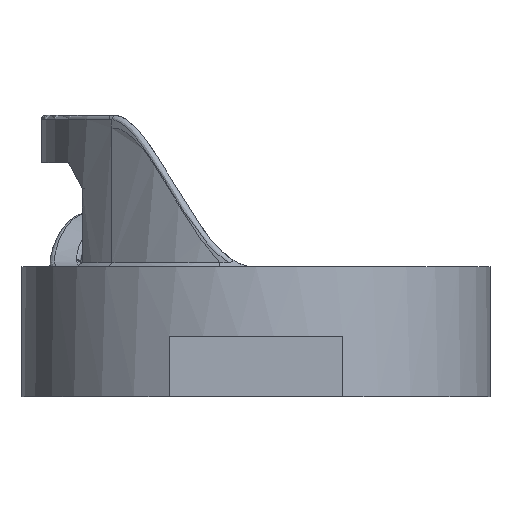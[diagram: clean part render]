
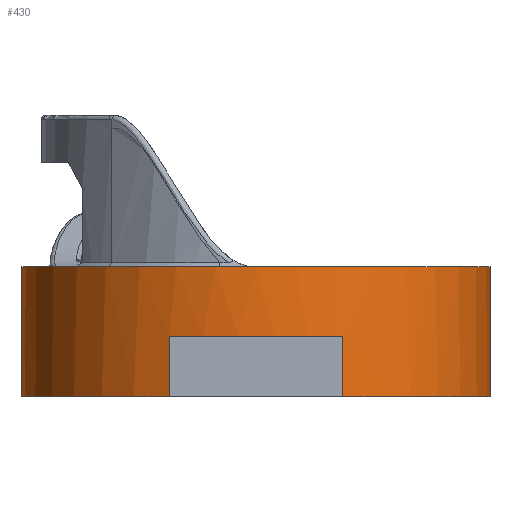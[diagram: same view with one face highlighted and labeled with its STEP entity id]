
A CAD part, front view. The second image highlights one B-rep face of the part: STEP entity #430.
In plain terms, the highlighted cylindrical face has radius 13.5 mm (diameter 27 mm), a partial arc.
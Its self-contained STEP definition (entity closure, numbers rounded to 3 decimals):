
#13 = AXIS2_PLACEMENT_3D ( 'NONE', #1083, #2655, #2292 ) ;
#90 = EDGE_CURVE ( 'NONE', #3328, #3499, #3185, .T. ) ;
#94 = CARTESIAN_POINT ( 'NONE',  ( -13.5, 0., -7.5 ) ) ;
#103 = CARTESIAN_POINT ( 'NONE',  ( 5., -12.54, -7.5 ) ) ;
#138 = CARTESIAN_POINT ( 'NONE',  ( -5., -12.54, -7.5 ) ) ;
#147 = DIRECTION ( 'NONE',  ( 0., 0., 1. ) ) ;
#166 = DIRECTION ( 'NONE',  ( 1., 0., 0. ) ) ;
#235 = CIRCLE ( 'NONE', #2959, 13.5 ) ;
#268 = VECTOR ( 'NONE', #1872, 1000. ) ;
#430 = ADVANCED_FACE ( 'NONE', ( #2314 ), #2337, .T. ) ;
#452 = ORIENTED_EDGE ( 'NONE', *, *, #2306, .F. ) ;
#521 = ORIENTED_EDGE ( 'NONE', *, *, #90, .F. ) ;
#547 = ORIENTED_EDGE ( 'NONE', *, *, #3015, .T. ) ;
#615 = EDGE_CURVE ( 'NONE', #3328, #1313, #3811, .T. ) ;
#946 = DIRECTION ( 'NONE',  ( 0., 0., 1. ) ) ;
#957 = CIRCLE ( 'NONE', #1270, 13.5 ) ;
#1078 = DIRECTION ( 'NONE',  ( 1., 0., 0. ) ) ;
#1083 = CARTESIAN_POINT ( 'NONE',  ( 0., 0., -7.5 ) ) ;
#1121 = VECTOR ( 'NONE', #3139, 1000. ) ;
#1270 = AXIS2_PLACEMENT_3D ( 'NONE', #3447, #2516, #1078 ) ;
#1313 = VERTEX_POINT ( 'NONE', #3664 ) ;
#1405 = ORIENTED_EDGE ( 'NONE', *, *, #615, .T. ) ;
#1473 = EDGE_LOOP ( 'NONE', ( #2889, #3311, #3295, #452, #521, #1405, #547, #2661 ) ) ;
#1476 = VERTEX_POINT ( 'NONE', #94 ) ;
#1497 = CARTESIAN_POINT ( 'NONE',  ( 13.5, 0., -7.5 ) ) ;
#1635 = VERTEX_POINT ( 'NONE', #2324 ) ;
#1679 = VERTEX_POINT ( 'NONE', #138 ) ;
#1756 = VECTOR ( 'NONE', #3621, 1000. ) ;
#1770 = DIRECTION ( 'NONE',  ( 0., 0., 1. ) ) ;
#1872 = DIRECTION ( 'NONE',  ( 0., 0., -1. ) ) ;
#1891 = EDGE_CURVE ( 'NONE', #2070, #1679, #3082, .T. ) ;
#1949 = CARTESIAN_POINT ( 'NONE',  ( 5., -12.54, -4. ) ) ;
#2070 = VERTEX_POINT ( 'NONE', #3739 ) ;
#2106 = AXIS2_PLACEMENT_3D ( 'NONE', #3777, #1770, #3727 ) ;
#2202 = DIRECTION ( 'NONE',  ( 0., 0., 1. ) ) ;
#2289 = CIRCLE ( 'NONE', #3308, 13.5 ) ;
#2292 = DIRECTION ( 'NONE',  ( 1., 0., 0. ) ) ;
#2306 = EDGE_CURVE ( 'NONE', #3499, #2070, #957, .T. ) ;
#2314 = FACE_OUTER_BOUND ( 'NONE', #1473, .T. ) ;
#2324 = CARTESIAN_POINT ( 'NONE',  ( 13.5, 0., 0. ) ) ;
#2337 = CYLINDRICAL_SURFACE ( 'NONE', #13, 13.5 ) ;
#2449 = CARTESIAN_POINT ( 'NONE',  ( -5., -12.54, -7.5 ) ) ;
#2455 = LINE ( 'NONE', #1497, #1756 ) ;
#2516 = DIRECTION ( 'NONE',  ( 0., 0., -1. ) ) ;
#2563 = CARTESIAN_POINT ( 'NONE',  ( 5., -12.54, -7.5 ) ) ;
#2655 = DIRECTION ( 'NONE',  ( 0., 0., 1. ) ) ;
#2661 = ORIENTED_EDGE ( 'NONE', *, *, #3382, .F. ) ;
#2699 = DIRECTION ( 'NONE',  ( 1., 0., 0. ) ) ;
#2883 = CARTESIAN_POINT ( 'NONE',  ( -13.5, 0., -7.5 ) ) ;
#2889 = ORIENTED_EDGE ( 'NONE', *, *, #3340, .F. ) ;
#2891 = EDGE_CURVE ( 'NONE', #1476, #1679, #2289, .T. ) ;
#2957 = CARTESIAN_POINT ( 'NONE',  ( -13.5, 0., 0. ) ) ;
#2959 = AXIS2_PLACEMENT_3D ( 'NONE', #3708, #2202, #166 ) ;
#3015 = EDGE_CURVE ( 'NONE', #1313, #1635, #2455, .T. ) ;
#3054 = CARTESIAN_POINT ( 'NONE',  ( 0., 0., -7.5 ) ) ;
#3082 = LINE ( 'NONE', #2449, #268 ) ;
#3139 = DIRECTION ( 'NONE',  ( 0., 0., 1. ) ) ;
#3185 = LINE ( 'NONE', #103, #3637 ) ;
#3295 = ORIENTED_EDGE ( 'NONE', *, *, #1891, .F. ) ;
#3308 = AXIS2_PLACEMENT_3D ( 'NONE', #3054, #946, #2699 ) ;
#3311 = ORIENTED_EDGE ( 'NONE', *, *, #2891, .T. ) ;
#3328 = VERTEX_POINT ( 'NONE', #2563 ) ;
#3340 = EDGE_CURVE ( 'NONE', #1476, #3778, #3408, .T. ) ;
#3382 = EDGE_CURVE ( 'NONE', #3778, #1635, #235, .T. ) ;
#3408 = LINE ( 'NONE', #2883, #1121 ) ;
#3447 = CARTESIAN_POINT ( 'NONE',  ( 0., 0., -4. ) ) ;
#3499 = VERTEX_POINT ( 'NONE', #1949 ) ;
#3621 = DIRECTION ( 'NONE',  ( 0., 0., 1. ) ) ;
#3637 = VECTOR ( 'NONE', #147, 1000. ) ;
#3664 = CARTESIAN_POINT ( 'NONE',  ( 13.5, 0., -7.5 ) ) ;
#3708 = CARTESIAN_POINT ( 'NONE',  ( 0., 0., 0. ) ) ;
#3727 = DIRECTION ( 'NONE',  ( 1., 0., 0. ) ) ;
#3739 = CARTESIAN_POINT ( 'NONE',  ( -5., -12.54, -4. ) ) ;
#3777 = CARTESIAN_POINT ( 'NONE',  ( 0., 0., -7.5 ) ) ;
#3778 = VERTEX_POINT ( 'NONE', #2957 ) ;
#3811 = CIRCLE ( 'NONE', #2106, 13.5 ) ;
